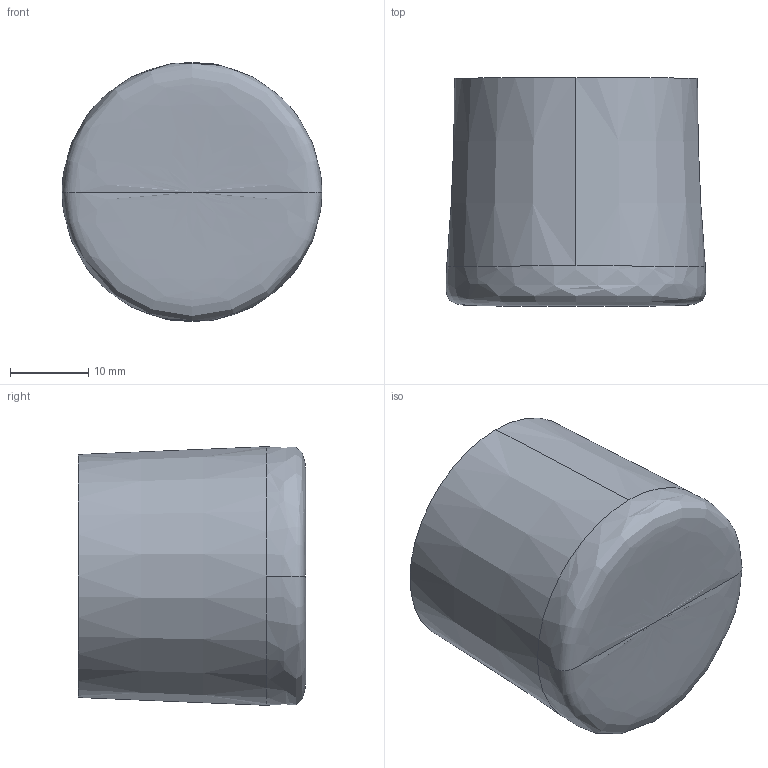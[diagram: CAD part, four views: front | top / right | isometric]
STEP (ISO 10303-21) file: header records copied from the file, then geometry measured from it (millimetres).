
FILE_DESCRIPTION (( 'STEP AP214' ), '1' );
FILE_NAME ('00580 Stick Tip Round Tube Rubber Black 28mm.STEP', '2024-08-20T03:37:37', ( '' ), ( '' ), 'SwSTEP 2.0', 'SolidWorks 2024', '' );
FILE_SCHEMA (( 'AUTOMOTIVE_DESIGN' ));
Length unit declared in the file: millimetre
Products named in the file (1): 00580 Stick Tip Round Tube Rubber Black 28mm
Bounding box: 33.15 x 29.07 x 33.04 mm (x, y, z)
Volume: 11759.8 mm3; surface area: 6343 mm2
Topology: 1 solids, 1 shells, 8 faces, 18 edges, 11 vertices
Faces by surface type: bspline 2, cylinder 2, cone 2, plane 2
Entity records: 275 total; most frequent: CARTESIAN_POINT 82, DIRECTION 38, ORIENTED_EDGE 32, AXIS2_PLACEMENT_3D 17, EDGE_CURVE 16, VERTEX_POINT 11, CIRCLE 10, EDGE_LOOP 9
